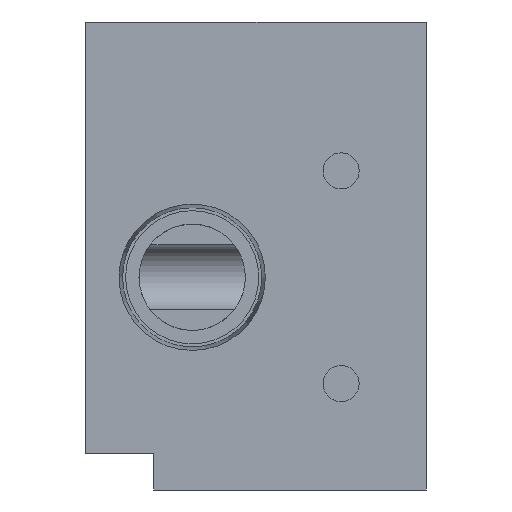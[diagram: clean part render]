
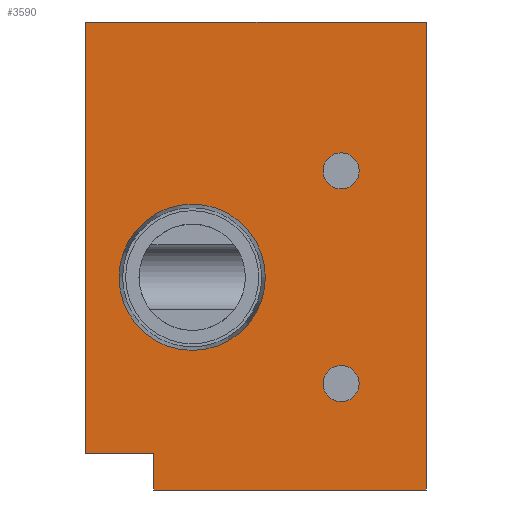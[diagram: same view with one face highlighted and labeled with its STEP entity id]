
A CAD part, left-side view. The second image highlights one B-rep face of the part: STEP entity #3590.
In plain terms, the highlighted planar face has unit normal (-1, 0, 0).
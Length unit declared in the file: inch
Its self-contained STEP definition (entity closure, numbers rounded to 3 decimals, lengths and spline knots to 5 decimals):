
#73=FACE_BOUND('',#719,.T.);
#74=FACE_BOUND('',#720,.T.);
#75=FACE_BOUND('',#721,.T.);
#226=PLANE('',#4060);
#420=FACE_OUTER_BOUND('',#718,.T.);
#718=EDGE_LOOP('',(#2929,#2930,#2931,#2932,#2933,#2934));
#719=EDGE_LOOP('',(#2935));
#720=EDGE_LOOP('',(#2936));
#721=EDGE_LOOP('',(#2937));
#906=CIRCLE('',#3735,0.04245);
#908=CIRCLE('',#3739,0.04245);
#1074=CIRCLE('',#4061,0.17198);
#1229=LINE('',#5752,#1416);
#1307=LINE('',#6227,#1494);
#1310=LINE('',#6233,#1497);
#1314=LINE('',#6242,#1501);
#1315=LINE('',#6244,#1502);
#1316=LINE('',#6245,#1503);
#1416=VECTOR('',#4543,0.3937);
#1494=VECTOR('',#5073,0.3937);
#1497=VECTOR('',#5078,0.3937);
#1501=VECTOR('',#5086,0.3937);
#1502=VECTOR('',#5087,0.3937);
#1503=VECTOR('',#5088,0.3937);
#1584=VERTEX_POINT('',#5559);
#1586=VERTEX_POINT('',#5566);
#1641=VERTEX_POINT('',#5749);
#1642=VERTEX_POINT('',#5751);
#1775=VERTEX_POINT('',#6225);
#1777=VERTEX_POINT('',#6231);
#1780=VERTEX_POINT('',#6241);
#1781=VERTEX_POINT('',#6243);
#1782=VERTEX_POINT('',#6246);
#1896=EDGE_CURVE('',#1584,#1584,#906,.T.);
#1899=EDGE_CURVE('',#1586,#1586,#908,.T.);
#1981=EDGE_CURVE('',#1641,#1642,#1229,.T.);
#2198=EDGE_CURVE('',#1641,#1775,#1307,.T.);
#2201=EDGE_CURVE('',#1775,#1777,#1310,.T.);
#2205=EDGE_CURVE('',#1780,#1777,#1314,.T.);
#2206=EDGE_CURVE('',#1781,#1780,#1315,.T.);
#2207=EDGE_CURVE('',#1642,#1781,#1316,.T.);
#2208=EDGE_CURVE('',#1782,#1782,#1074,.T.);
#2929=ORIENTED_EDGE('',*,*,#2198,.T.);
#2930=ORIENTED_EDGE('',*,*,#2201,.T.);
#2931=ORIENTED_EDGE('',*,*,#2205,.F.);
#2932=ORIENTED_EDGE('',*,*,#2206,.F.);
#2933=ORIENTED_EDGE('',*,*,#2207,.F.);
#2934=ORIENTED_EDGE('',*,*,#1981,.F.);
#2935=ORIENTED_EDGE('',*,*,#1896,.T.);
#2936=ORIENTED_EDGE('',*,*,#1899,.T.);
#2937=ORIENTED_EDGE('',*,*,#2208,.T.);
#3590=ADVANCED_FACE('',(#420,#73,#74,#75),#226,.F.);
#3735=AXIS2_PLACEMENT_3D('',#5560,#4312,#4313);
#3739=AXIS2_PLACEMENT_3D('',#5567,#4321,#4322);
#4060=AXIS2_PLACEMENT_3D('',#6240,#5084,#5085);
#4061=AXIS2_PLACEMENT_3D('',#6247,#5089,#5090);
#4312=DIRECTION('center_axis',(1.,0.,0.));
#4313=DIRECTION('ref_axis',(0.,0.,1.));
#4321=DIRECTION('center_axis',(1.,0.,0.));
#4322=DIRECTION('ref_axis',(0.,0.,1.));
#4543=DIRECTION('',(0.,0.,1.));
#5073=DIRECTION('',(0.,-1.,0.));
#5078=DIRECTION('',(0.,0.,-1.));
#5084=DIRECTION('center_axis',(1.,0.,0.));
#5085=DIRECTION('ref_axis',(0.,0.,-1.));
#5086=DIRECTION('',(0.,1.,0.));
#5087=DIRECTION('',(0.,0.,-1.));
#5088=DIRECTION('',(0.,-1.,0.));
#5089=DIRECTION('center_axis',(1.,0.,0.));
#5090=DIRECTION('ref_axis',(0.,1.,0.));
#5559=CARTESIAN_POINT('',(0.,0.2,-0.89245));
#5560=CARTESIAN_POINT('Origin',(0.,0.2,-0.85));
#5566=CARTESIAN_POINT('',(0.,0.2,-0.39245));
#5567=CARTESIAN_POINT('Origin',(0.,0.2,-0.35));
#5749=CARTESIAN_POINT('',(0.,0.8,-1.015));
#5751=CARTESIAN_POINT('',(0.,0.8,0.));
#5752=CARTESIAN_POINT('',(0.,0.8,-1.1));
#6225=CARTESIAN_POINT('',(0.,0.64,-1.015));
#6227=CARTESIAN_POINT('',(0.,0.6,-1.015));
#6231=CARTESIAN_POINT('',(0.,0.64,-1.1));
#6233=CARTESIAN_POINT('',(0.,0.64,-0.7825));
#6240=CARTESIAN_POINT('Origin',(0.,0.4,-0.55));
#6241=CARTESIAN_POINT('',(0.,0.,-1.1));
#6242=CARTESIAN_POINT('',(0.,0.,-1.1));
#6243=CARTESIAN_POINT('',(0.,0.,0.));
#6244=CARTESIAN_POINT('',(0.,0.,0.));
#6245=CARTESIAN_POINT('',(0.,0.8,0.));
#6246=CARTESIAN_POINT('',(0.,0.37802,-0.6));
#6247=CARTESIAN_POINT('Origin',(0.,0.55,-0.6));
